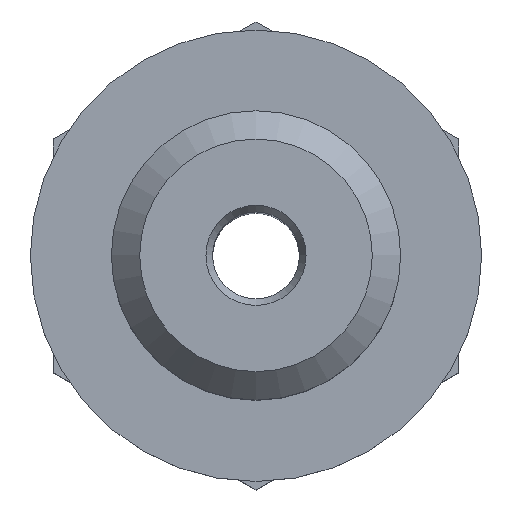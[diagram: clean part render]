
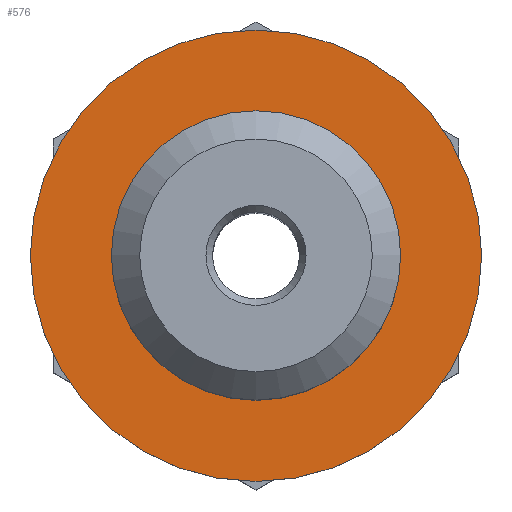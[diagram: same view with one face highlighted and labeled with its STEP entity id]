
A CAD part, top view. The second image highlights one B-rep face of the part: STEP entity #576.
In plain terms, the highlighted planar face has unit normal (0, 0, 1).
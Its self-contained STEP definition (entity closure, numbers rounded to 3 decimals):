
#85=CIRCLE('',#659,2.15);
#86=CIRCLE('',#661,3.9);
#173=ORIENTED_EDGE('',*,*,#283,.T.);
#174=ORIENTED_EDGE('',*,*,#284,.F.);
#283=EDGE_CURVE('',#339,#339,#85,.T.);
#284=EDGE_CURVE('',#340,#340,#86,.T.);
#339=VERTEX_POINT('',#1028);
#340=VERTEX_POINT('',#1031);
#429=EDGE_LOOP('',(#173));
#430=EDGE_LOOP('',(#174));
#501=FACE_BOUND('',#429,.T.);
#502=FACE_BOUND('',#430,.T.);
#540=PLANE('',#663);
#576=ADVANCED_FACE('',(#501,#502),#540,.T.);
#659=AXIS2_PLACEMENT_3D('',#1027,#808,#809);
#661=AXIS2_PLACEMENT_3D('',#1030,#812,#813);
#663=AXIS2_PLACEMENT_3D('',#1034,#816,#817);
#808=DIRECTION('',(0.,0.,-1.));
#809=DIRECTION('',(-1.,0.,0.));
#812=DIRECTION('',(0.,0.,-1.));
#813=DIRECTION('',(-1.,0.,0.));
#816=DIRECTION('',(0.,0.,1.));
#817=DIRECTION('',(1.,0.,0.));
#1027=CARTESIAN_POINT('',(0.,0.,-3.8));
#1028=CARTESIAN_POINT('',(-2.15,0.,-3.8));
#1030=CARTESIAN_POINT('',(0.,0.,-3.8));
#1031=CARTESIAN_POINT('',(-3.9,0.,-3.8));
#1034=CARTESIAN_POINT('',(0.,3.9,-3.8));
